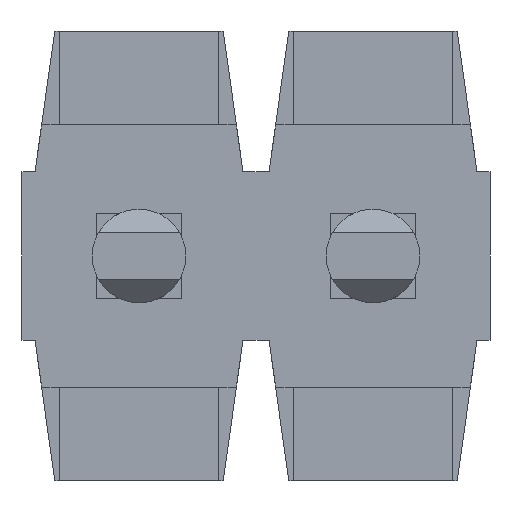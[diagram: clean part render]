
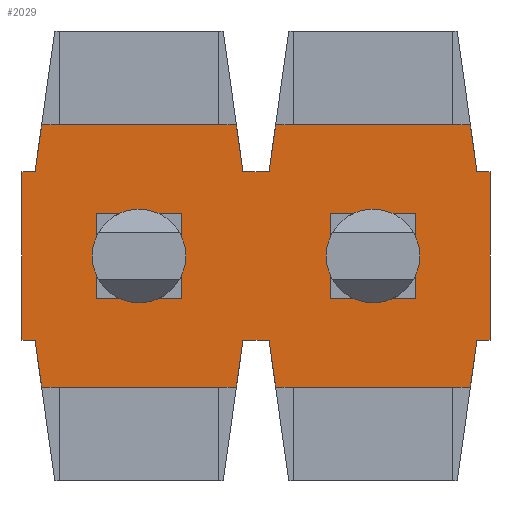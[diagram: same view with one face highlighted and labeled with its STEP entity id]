
A CAD part, front view. The second image highlights one B-rep face of the part: STEP entity #2029.
In plain terms, the highlighted planar face has unit normal (0, -1, 0).
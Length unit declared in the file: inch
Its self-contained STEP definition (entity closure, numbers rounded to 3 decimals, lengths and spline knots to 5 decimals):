
#199=ORIENTED_EDGE('',*,*,#761,.F.);
#200=ORIENTED_EDGE('',*,*,#762,.F.);
#201=ORIENTED_EDGE('',*,*,#659,.F.);
#202=ORIENTED_EDGE('',*,*,#763,.F.);
#203=ORIENTED_EDGE('',*,*,#764,.F.);
#204=ORIENTED_EDGE('',*,*,#765,.F.);
#205=ORIENTED_EDGE('',*,*,#752,.F.);
#206=ORIENTED_EDGE('',*,*,#766,.F.);
#207=ORIENTED_EDGE('',*,*,#767,.F.);
#208=ORIENTED_EDGE('',*,*,#715,.T.);
#209=ORIENTED_EDGE('',*,*,#768,.F.);
#210=ORIENTED_EDGE('',*,*,#769,.F.);
#211=ORIENTED_EDGE('',*,*,#666,.T.);
#212=ORIENTED_EDGE('',*,*,#770,.F.);
#213=ORIENTED_EDGE('',*,*,#771,.F.);
#214=ORIENTED_EDGE('',*,*,#772,.F.);
#215=ORIENTED_EDGE('',*,*,#759,.T.);
#216=ORIENTED_EDGE('',*,*,#773,.F.);
#217=ORIENTED_EDGE('',*,*,#774,.F.);
#218=ORIENTED_EDGE('',*,*,#701,.F.);
#219=ORIENTED_EDGE('',*,*,#775,.F.);
#220=ORIENTED_EDGE('',*,*,#776,.F.);
#221=ORIENTED_EDGE('',*,*,#777,.F.);
#222=ORIENTED_EDGE('',*,*,#778,.F.);
#223=ORIENTED_EDGE('',*,*,#779,.F.);
#224=ORIENTED_EDGE('',*,*,#780,.F.);
#225=ORIENTED_EDGE('',*,*,#781,.F.);
#226=ORIENTED_EDGE('',*,*,#782,.F.);
#659=EDGE_CURVE('',#949,#950,#1145,.T.);
#666=EDGE_CURVE('',#956,#955,#1152,.T.);
#701=EDGE_CURVE('',#981,#982,#1187,.T.);
#715=EDGE_CURVE('',#995,#996,#1201,.T.);
#752=EDGE_CURVE('',#1023,#1024,#1238,.T.);
#759=EDGE_CURVE('',#1030,#1029,#1245,.T.);
#761=EDGE_CURVE('',#1031,#981,#1247,.T.);
#762=EDGE_CURVE('',#950,#1031,#1248,.T.);
#763=EDGE_CURVE('',#1032,#949,#1249,.T.);
#764=EDGE_CURVE('',#1033,#1032,#1250,.T.);
#765=EDGE_CURVE('',#1024,#1033,#1251,.T.);
#766=EDGE_CURVE('',#1034,#1023,#1252,.T.);
#767=EDGE_CURVE('',#995,#1034,#1253,.T.);
#768=EDGE_CURVE('',#1035,#996,#1254,.T.);
#769=EDGE_CURVE('',#956,#1035,#1255,.T.);
#770=EDGE_CURVE('',#1036,#955,#1256,.T.);
#771=EDGE_CURVE('',#1037,#1036,#1257,.T.);
#772=EDGE_CURVE('',#1030,#1037,#1258,.T.);
#773=EDGE_CURVE('',#1038,#1029,#1259,.T.);
#774=EDGE_CURVE('',#982,#1038,#1260,.T.);
#775=EDGE_CURVE('',#1039,#1040,#1261,.T.);
#776=EDGE_CURVE('',#1041,#1039,#1262,.T.);
#777=EDGE_CURVE('',#1042,#1041,#1263,.T.);
#778=EDGE_CURVE('',#1040,#1042,#1264,.T.);
#779=EDGE_CURVE('',#1043,#1044,#1265,.T.);
#780=EDGE_CURVE('',#1045,#1043,#1266,.T.);
#781=EDGE_CURVE('',#1046,#1045,#1267,.T.);
#782=EDGE_CURVE('',#1044,#1046,#1268,.T.);
#949=VERTEX_POINT('',#2840);
#950=VERTEX_POINT('',#2842);
#955=VERTEX_POINT('',#2854);
#956=VERTEX_POINT('',#2856);
#981=VERTEX_POINT('',#2924);
#982=VERTEX_POINT('',#2926);
#995=VERTEX_POINT('',#2956);
#996=VERTEX_POINT('',#2957);
#1023=VERTEX_POINT('',#3024);
#1024=VERTEX_POINT('',#3026);
#1029=VERTEX_POINT('',#3038);
#1030=VERTEX_POINT('',#3040);
#1031=VERTEX_POINT('',#3044);
#1032=VERTEX_POINT('',#3047);
#1033=VERTEX_POINT('',#3049);
#1034=VERTEX_POINT('',#3052);
#1035=VERTEX_POINT('',#3055);
#1036=VERTEX_POINT('',#3058);
#1037=VERTEX_POINT('',#3060);
#1038=VERTEX_POINT('',#3063);
#1039=VERTEX_POINT('',#3066);
#1040=VERTEX_POINT('',#3067);
#1041=VERTEX_POINT('',#3069);
#1042=VERTEX_POINT('',#3071);
#1043=VERTEX_POINT('',#3074);
#1044=VERTEX_POINT('',#3075);
#1045=VERTEX_POINT('',#3077);
#1046=VERTEX_POINT('',#3079);
#1145=LINE('',#2841,#1427);
#1152=LINE('',#2855,#1434);
#1187=LINE('',#2925,#1469);
#1201=LINE('',#2955,#1483);
#1238=LINE('',#3025,#1520);
#1245=LINE('',#3039,#1527);
#1247=LINE('',#3043,#1529);
#1248=LINE('',#3045,#1530);
#1249=LINE('',#3046,#1531);
#1250=LINE('',#3048,#1532);
#1251=LINE('',#3050,#1533);
#1252=LINE('',#3051,#1534);
#1253=LINE('',#3053,#1535);
#1254=LINE('',#3054,#1536);
#1255=LINE('',#3056,#1537);
#1256=LINE('',#3057,#1538);
#1257=LINE('',#3059,#1539);
#1258=LINE('',#3061,#1540);
#1259=LINE('',#3062,#1541);
#1260=LINE('',#3064,#1542);
#1261=LINE('',#3065,#1543);
#1262=LINE('',#3068,#1544);
#1263=LINE('',#3070,#1545);
#1264=LINE('',#3072,#1546);
#1265=LINE('',#3073,#1547);
#1266=LINE('',#3076,#1548);
#1267=LINE('',#3078,#1549);
#1268=LINE('',#3080,#1550);
#1427=VECTOR('',#2300,39.37008);
#1434=VECTOR('',#2309,39.37008);
#1469=VECTOR('',#2362,39.37008);
#1483=VECTOR('',#2382,39.37008);
#1520=VECTOR('',#2427,39.37008);
#1527=VECTOR('',#2436,39.37008);
#1529=VECTOR('',#2440,39.37008);
#1530=VECTOR('',#2441,39.37008);
#1531=VECTOR('',#2442,39.37008);
#1532=VECTOR('',#2443,39.37008);
#1533=VECTOR('',#2444,39.37008);
#1534=VECTOR('',#2445,39.37008);
#1535=VECTOR('',#2446,39.37008);
#1536=VECTOR('',#2447,39.37008);
#1537=VECTOR('',#2448,39.37008);
#1538=VECTOR('',#2449,39.37008);
#1539=VECTOR('',#2450,39.37008);
#1540=VECTOR('',#2451,39.37008);
#1541=VECTOR('',#2452,39.37008);
#1542=VECTOR('',#2453,39.37008);
#1543=VECTOR('',#2454,39.37008);
#1544=VECTOR('',#2455,39.37008);
#1545=VECTOR('',#2456,39.37008);
#1546=VECTOR('',#2457,39.37008);
#1547=VECTOR('',#2458,39.37008);
#1548=VECTOR('',#2459,39.37008);
#1549=VECTOR('',#2460,39.37008);
#1550=VECTOR('',#2461,39.37008);
#1704=EDGE_LOOP('',(#199,#200,#201,#202,#203,#204,#205,#206,#207,#208,#209,
#210,#211,#212,#213,#214,#215,#216,#217,#218));
#1705=EDGE_LOOP('',(#219,#220,#221,#222));
#1706=EDGE_LOOP('',(#223,#224,#225,#226));
#1816=FACE_BOUND('',#1704,.T.);
#1817=FACE_BOUND('',#1705,.T.);
#1818=FACE_BOUND('',#1706,.T.);
#1926=PLANE('',#2160);
#2029=ADVANCED_FACE('',(#1816,#1817,#1818),#1926,.T.);
#2160=AXIS2_PLACEMENT_3D('',#3042,#2438,#2439);
#2300=DIRECTION('',(-1.,0.,0.));
#2309=DIRECTION('',(-1.,0.,0.));
#2362=DIRECTION('',(0.,0.,1.));
#2382=DIRECTION('',(0.,0.,1.));
#2427=DIRECTION('',(-1.,0.,0.));
#2436=DIRECTION('',(-1.,0.,0.));
#2438=DIRECTION('',(0.,-1.,0.));
#2439=DIRECTION('',(0.,0.,-1.));
#2440=DIRECTION('',(-1.,0.,0.));
#2441=DIRECTION('',(-0.139,0.,0.99));
#2442=DIRECTION('',(-0.139,0.,-0.99));
#2443=DIRECTION('',(-1.,0.,0.));
#2444=DIRECTION('',(-0.139,0.,0.99));
#2445=DIRECTION('',(-0.139,0.,-0.99));
#2446=DIRECTION('',(-1.,0.,0.));
#2447=DIRECTION('',(1.,0.,0.));
#2448=DIRECTION('',(0.139,0.,-0.99));
#2449=DIRECTION('',(0.139,0.,0.99));
#2450=DIRECTION('',(1.,0.,0.));
#2451=DIRECTION('',(0.139,0.,-0.99));
#2452=DIRECTION('',(0.139,0.,0.99));
#2453=DIRECTION('',(1.,0.,0.));
#2454=DIRECTION('',(1.,0.,0.));
#2455=DIRECTION('',(0.,0.,-1.));
#2456=DIRECTION('',(-1.,0.,0.));
#2457=DIRECTION('',(0.,0.,1.));
#2458=DIRECTION('',(1.,0.,0.));
#2459=DIRECTION('',(0.,0.,-1.));
#2460=DIRECTION('',(-1.,0.,0.));
#2461=DIRECTION('',(0.,0.,1.));
#2840=CARTESIAN_POINT('',(-0.00419,0.02,-0.028));
#2841=CARTESIAN_POINT('',(0.05,0.02,-0.028));
#2842=CARTESIAN_POINT('',(-0.04581,0.02,-0.028));
#2854=CARTESIAN_POINT('',(0.00419,0.02,0.028));
#2855=CARTESIAN_POINT('',(0.05,0.02,0.028));
#2856=CARTESIAN_POINT('',(0.04581,0.02,0.028));
#2924=CARTESIAN_POINT('',(-0.05,0.02,-0.018));
#2925=CARTESIAN_POINT('',(-0.05,0.02,-0.028));
#2926=CARTESIAN_POINT('',(-0.05,0.02,0.018));
#2955=CARTESIAN_POINT('',(0.05,0.02,-0.028));
#2956=CARTESIAN_POINT('',(0.05,0.02,-0.018));
#2957=CARTESIAN_POINT('',(0.05,0.02,0.018));
#3024=CARTESIAN_POINT('',(0.04581,0.02,-0.028));
#3025=CARTESIAN_POINT('',(0.05,0.02,-0.028));
#3026=CARTESIAN_POINT('',(0.00419,0.02,-0.028));
#3038=CARTESIAN_POINT('',(-0.04581,0.02,0.028));
#3039=CARTESIAN_POINT('',(0.05,0.02,0.028));
#3040=CARTESIAN_POINT('',(-0.00419,0.02,0.028));
#3042=CARTESIAN_POINT('',(0.05,0.02,-0.028));
#3043=CARTESIAN_POINT('',(0.05,0.02,-0.018));
#3044=CARTESIAN_POINT('',(-0.04722,0.02,-0.018));
#3045=CARTESIAN_POINT('',(-0.04396,0.02,-0.0412));
#3046=CARTESIAN_POINT('',(-0.00314,0.02,-0.02053));
#3047=CARTESIAN_POINT('',(-0.00278,0.02,-0.018));
#3048=CARTESIAN_POINT('',(0.05,0.02,-0.018));
#3049=CARTESIAN_POINT('',(0.00278,0.02,-0.018));
#3050=CARTESIAN_POINT('',(0.00508,0.02,-0.03431));
#3051=CARTESIAN_POINT('',(0.04589,0.02,-0.02742));
#3052=CARTESIAN_POINT('',(0.04722,0.02,-0.018));
#3053=CARTESIAN_POINT('',(0.05,0.02,-0.018));
#3054=CARTESIAN_POINT('',(0.05,0.02,0.018));
#3055=CARTESIAN_POINT('',(0.04722,0.02,0.018));
#3056=CARTESIAN_POINT('',(0.05361,0.02,-0.02749));
#3057=CARTESIAN_POINT('',(-0.00264,0.02,-0.0206));
#3058=CARTESIAN_POINT('',(0.00278,0.02,0.018));
#3059=CARTESIAN_POINT('',(0.05,0.02,0.018));
#3060=CARTESIAN_POINT('',(-0.00278,0.02,0.018));
#3061=CARTESIAN_POINT('',(0.00458,0.02,-0.03438));
#3062=CARTESIAN_POINT('',(-0.05167,0.02,-0.01371));
#3063=CARTESIAN_POINT('',(-0.04722,0.02,0.018));
#3064=CARTESIAN_POINT('',(0.05,0.02,0.018));
#3065=CARTESIAN_POINT('',(0.05,0.02,-0.009));
#3066=CARTESIAN_POINT('',(0.016,0.02,-0.009));
#3067=CARTESIAN_POINT('',(0.034,0.02,-0.009));
#3068=CARTESIAN_POINT('',(0.016,0.02,-0.028));
#3069=CARTESIAN_POINT('',(0.016,0.02,0.009));
#3070=CARTESIAN_POINT('',(0.05,0.02,0.009));
#3071=CARTESIAN_POINT('',(0.034,0.02,0.009));
#3072=CARTESIAN_POINT('',(0.034,0.02,-0.028));
#3073=CARTESIAN_POINT('',(0.05,0.02,-0.009));
#3074=CARTESIAN_POINT('',(-0.034,0.02,-0.009));
#3075=CARTESIAN_POINT('',(-0.016,0.02,-0.009));
#3076=CARTESIAN_POINT('',(-0.034,0.02,-0.028));
#3077=CARTESIAN_POINT('',(-0.034,0.02,0.009));
#3078=CARTESIAN_POINT('',(0.05,0.02,0.009));
#3079=CARTESIAN_POINT('',(-0.016,0.02,0.009));
#3080=CARTESIAN_POINT('',(-0.016,0.02,-0.028));
